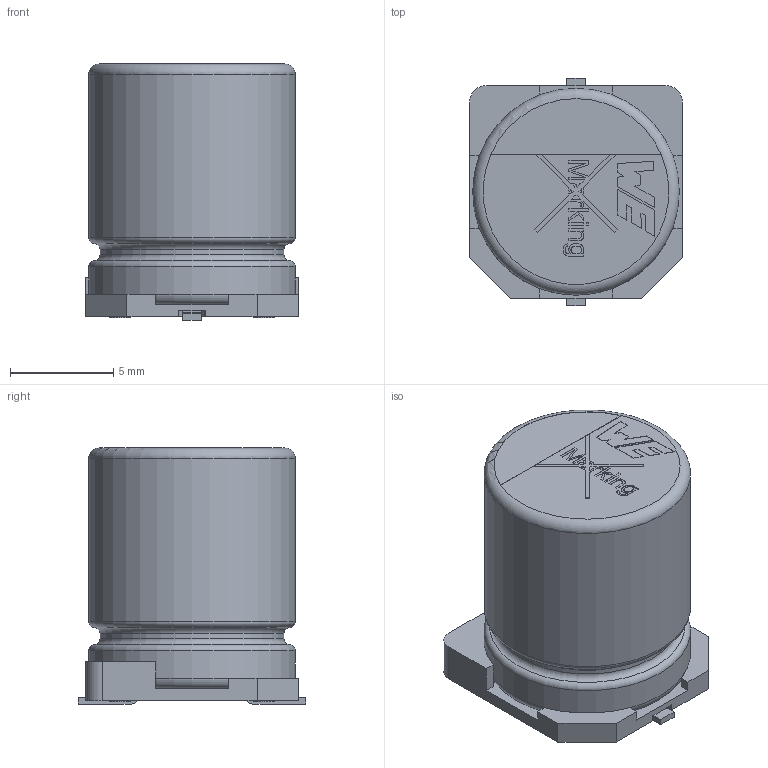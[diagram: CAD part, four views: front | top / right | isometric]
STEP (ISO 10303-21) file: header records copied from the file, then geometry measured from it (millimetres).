
FILE_DESCRIPTION(/* description */ ('Unknown'),/* implementation_level */ '2;1');
FILE_NAME(/* name */ '10x12.4x4.5',/* time_stamp */ '2020-06-04T15:12:56+02:00',/* author */ ('Unknown'),/* organization */ ('Unknown'),/* preprocessor_version */ 'ST-DEVELOPER v16.7',/* originating_system */ 'DEX',/* authorisation */ $);
FILE_SCHEMA (('AUTOMOTIVE_DESIGN {1 0 10303 214 3 1 1}'));
Length unit declared in the file: millimetre
Products named in the file (3): 10x12.4x4.5; capicitor_10x12.4x4.5; Base_F10Capacitor
Assembly tree (2 placements, depth 2):
  10x12.4x4.5
    capicitor_10x12.4x4.5
    Base_F10Capacitor
Bounding box: 10.3 x 11 x 12.4 mm (x, y, z)
Volume: 965.7 mm3; surface area: 833.1 mm2
Topology: 2 solids, 2 shells, 233 faces, 601 edges, 398 vertices
Faces by surface type: plane 168, cylinder 39, bspline 19, torus 7
Full cylindrical faces by diameter (mm): 1 x6, 1.2 x2, 1.25 x1, 1.45 x1, 2.45 x1, 2.65 x1, 3.65 x1, 3.85 x1, 7 x1, 8.9 x1, 10 x2
Entity records: 8952 total; most frequent: CARTESIAN_POINT 2251, ORIENTED_EDGE 1130, DIRECTION 965, EDGE_CURVE 565, VERTEX_POINT 388, LINE 337, VECTOR 337, AXIS2_PLACEMENT_3D 314
